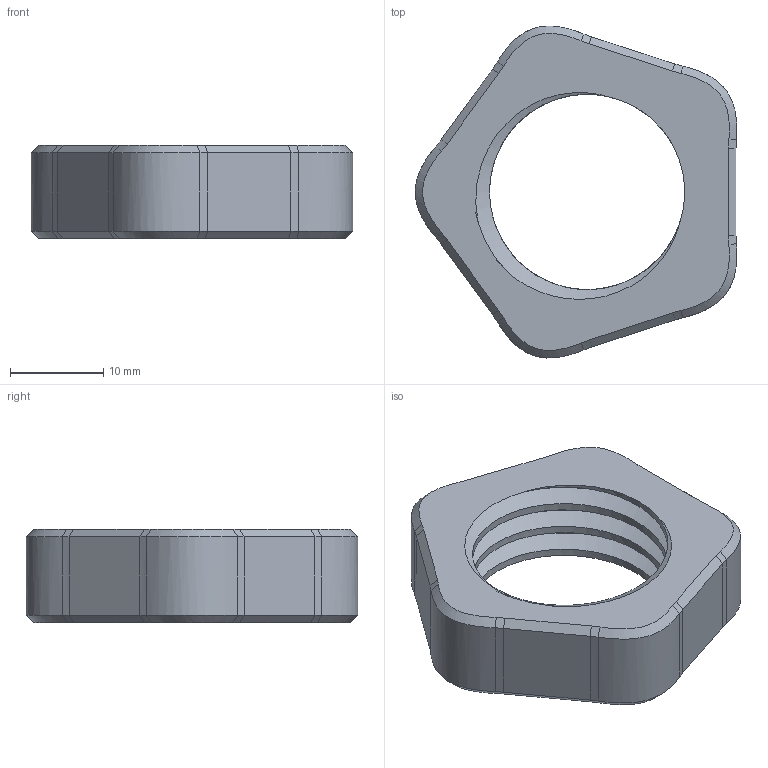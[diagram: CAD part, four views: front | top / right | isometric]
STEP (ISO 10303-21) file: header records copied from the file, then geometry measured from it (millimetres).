
FILE_DESCRIPTION(/* description */ (''),/* implementation_level */ '2;1');
FILE_NAME(/* name */ 'Jam Nut.step',/* time_stamp */ '2024-06-25T23:28:08-04:00',/* author */ (''),/* organization */ (''),/* preprocessor_version */ 'ST-DEVELOPER v20',/* originating_system */ 'Autodesk Translation Framework v13.14.0.145',/* authorisation */ '');
FILE_SCHEMA (('AUTOMOTIVE_DESIGN { 1 0 10303 214 3 1 1 }'));
Length unit declared in the file: millimetre
Products named in the file (1): Multipurpose End Effector Tensioner 24mm Long
Bounding box: 34.58 x 35.69 x 10 mm (x, y, z)
Volume: 5165.1 mm3; surface area: 3213.1 mm2
Topology: 1 solids, 1 shells, 73 faces, 173 edges, 102 vertices
Faces by surface type: bspline 47, plane 17, cylinder 9
Full cylindrical faces by diameter (mm): 21.002 x2, 24.349 x3
Entity records: 4374 total; most frequent: CARTESIAN_POINT 3018, ORIENTED_EDGE 346, EDGE_CURVE 173, DIRECTION 129, B_SPLINE_CURVE_WITH_KNOTS 102, VERTEX_POINT 102, EDGE_LOOP 75, FACE_OUTER_BOUND 73
